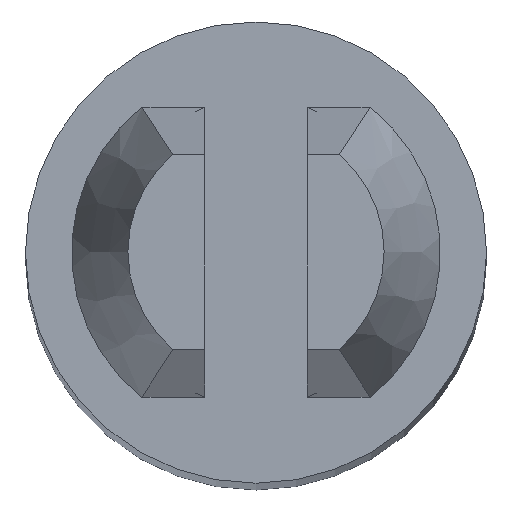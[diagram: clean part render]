
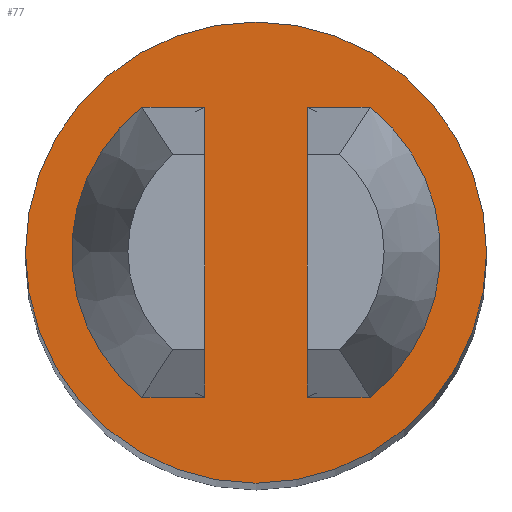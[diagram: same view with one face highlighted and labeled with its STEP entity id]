
A CAD part, top view. The second image highlights one B-rep face of the part: STEP entity #77.
In plain terms, the highlighted planar face has unit normal (0, 0, 1).
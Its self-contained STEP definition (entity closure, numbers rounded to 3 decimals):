
#77 = ADVANCED_FACE( '', ( #161, #162, #163 ), #164, .F. );
#161 = FACE_BOUND( '', #248, .T. );
#162 = FACE_BOUND( '', #249, .T. );
#163 = FACE_OUTER_BOUND( '', #250, .T. );
#164 = PLANE( '', #251 );
#248 = EDGE_LOOP( '', ( #395, #396 ) );
#249 = EDGE_LOOP( '', ( #397, #398 ) );
#250 = EDGE_LOOP( '', ( #399 ) );
#251 = AXIS2_PLACEMENT_3D( '', #400, #401, #402 );
#395 = ORIENTED_EDGE( '', *, *, #542, .T. );
#396 = ORIENTED_EDGE( '', *, *, #519, .T. );
#397 = ORIENTED_EDGE( '', *, *, #537, .T. );
#398 = ORIENTED_EDGE( '', *, *, #540, .F. );
#399 = ORIENTED_EDGE( '', *, *, #532, .F. );
#400 = CARTESIAN_POINT( '', ( -1.5, 0., 19.05 ) );
#401 = DIRECTION( '', ( 0., 0., -1. ) );
#402 = DIRECTION( '', ( -1., 0., 0. ) );
#519 = EDGE_CURVE( '', #615, #617, #619, .T. );
#532 = EDGE_CURVE( '', #635, #635, #636, .T. );
#537 = EDGE_CURVE( '', #639, #642, #644, .T. );
#540 = EDGE_CURVE( '', #639, #642, #647, .T. );
#542 = EDGE_CURVE( '', #617, #615, #649, .T. );
#615 = VERTEX_POINT( '', #751 );
#617 = VERTEX_POINT( '', #754 );
#619 = CIRCLE( '', #757, 1.5 );
#635 = VERTEX_POINT( '', #789 );
#636 = CIRCLE( '', #790, 2.25 );
#639 = VERTEX_POINT( '', #793 );
#642 = VERTEX_POINT( '', #797 );
#644 = CIRCLE( '', #800, 1.5 );
#647 = LINE( '', #804, #805 );
#649 = LINE( '', #807, #808 );
#751 = CARTESIAN_POINT( '', ( 0.5, 1.414, 19.05 ) );
#754 = CARTESIAN_POINT( '', ( 0.5, -1.414, 19.05 ) );
#757 = AXIS2_PLACEMENT_3D( '', #897, #898, #899 );
#789 = CARTESIAN_POINT( '', ( -2.25, 0., 19.05 ) );
#790 = AXIS2_PLACEMENT_3D( '', #907, #908, #909 );
#793 = CARTESIAN_POINT( '', ( -0.5, -1.414, 19.05 ) );
#797 = CARTESIAN_POINT( '', ( -0.5, 1.414, 19.05 ) );
#800 = AXIS2_PLACEMENT_3D( '', #915, #916, #917 );
#804 = CARTESIAN_POINT( '', ( -0.5, -2.25, 19.05 ) );
#805 = VECTOR( '', #919, 1000. );
#807 = CARTESIAN_POINT( '', ( 0.5, -2.25, 19.05 ) );
#808 = VECTOR( '', #920, 1000. );
#897 = CARTESIAN_POINT( '', ( 0., 0., 19.05 ) );
#898 = DIRECTION( '', ( 0., 0., -1. ) );
#899 = DIRECTION( '', ( -1., 0., 0. ) );
#907 = CARTESIAN_POINT( '', ( 0., 0., 19.05 ) );
#908 = DIRECTION( '', ( 0., 0., -1. ) );
#909 = DIRECTION( '', ( -1., 0., 0. ) );
#915 = CARTESIAN_POINT( '', ( 0., 0., 19.05 ) );
#916 = DIRECTION( '', ( 0., 0., -1. ) );
#917 = DIRECTION( '', ( -1., 0., 0. ) );
#919 = DIRECTION( '', ( 0., 1., 0. ) );
#920 = DIRECTION( '', ( 0., 1., 0. ) );
